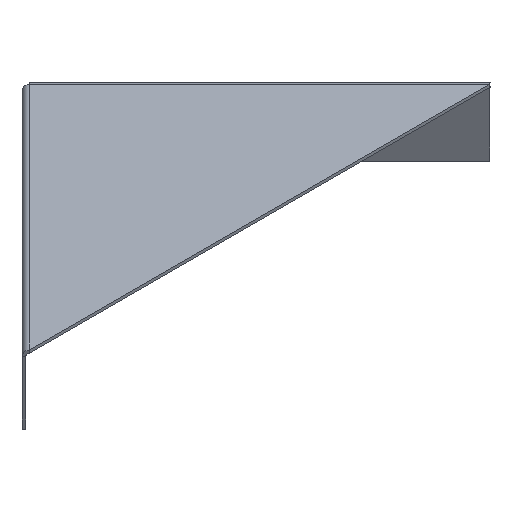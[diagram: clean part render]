
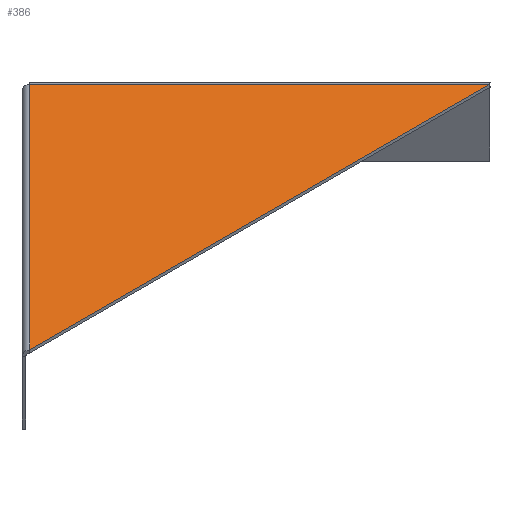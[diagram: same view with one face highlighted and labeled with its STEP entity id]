
A CAD part, isometric view. The second image highlights one B-rep face of the part: STEP entity #386.
In plain terms, the highlighted planar face has unit normal (0, 0, 1).
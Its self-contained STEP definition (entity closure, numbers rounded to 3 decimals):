
#34=PLANE('',#444);
#57=FACE_OUTER_BOUND('',#84,.T.);
#84=EDGE_LOOP('',(#331,#332,#333));
#88=LINE('',#572,#123);
#104=LINE('',#612,#139);
#118=LINE('',#645,#153);
#123=VECTOR('',#466,10.);
#139=VECTOR('',#508,10.);
#153=VECTOR('',#546,10.);
#173=VERTEX_POINT('',#569);
#174=VERTEX_POINT('',#571);
#185=VERTEX_POINT('',#610);
#201=EDGE_CURVE('',#173,#174,#88,.T.);
#221=EDGE_CURVE('',#185,#173,#104,.T.);
#238=EDGE_CURVE('',#174,#185,#118,.T.);
#331=ORIENTED_EDGE('',*,*,#238,.F.);
#332=ORIENTED_EDGE('',*,*,#201,.F.);
#333=ORIENTED_EDGE('',*,*,#221,.F.);
#386=ADVANCED_FACE('',(#57),#34,.T.);
#444=AXIS2_PLACEMENT_3D('',#648,#550,#551);
#466=DIRECTION('',(0.707,-0.707,0.));
#508=DIRECTION('',(0.707,0.707,0.));
#546=DIRECTION('',(-1.,0.,0.));
#550=DIRECTION('center_axis',(0.,0.,1.));
#551=DIRECTION('ref_axis',(1.,0.,0.));
#569=CARTESIAN_POINT('',(0.,84.,1.));
#571=CARTESIAN_POINT('',(84.,0.,1.));
#572=CARTESIAN_POINT('',(84.,0.,1.));
#610=CARTESIAN_POINT('',(-84.,0.,1.));
#612=CARTESIAN_POINT('',(0.,84.,1.));
#645=CARTESIAN_POINT('',(-84.,0.,1.));
#648=CARTESIAN_POINT('Origin',(0.,24.603,1.));
